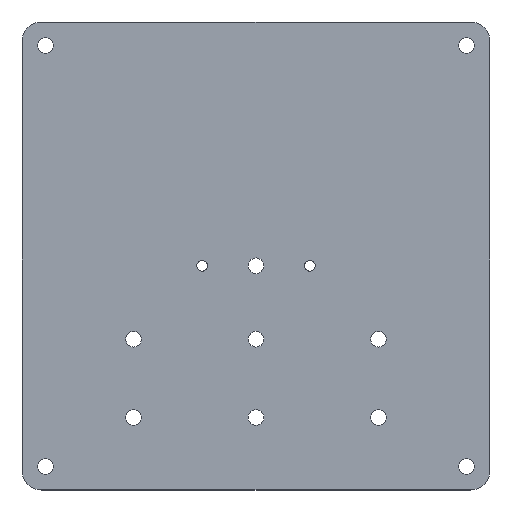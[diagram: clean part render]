
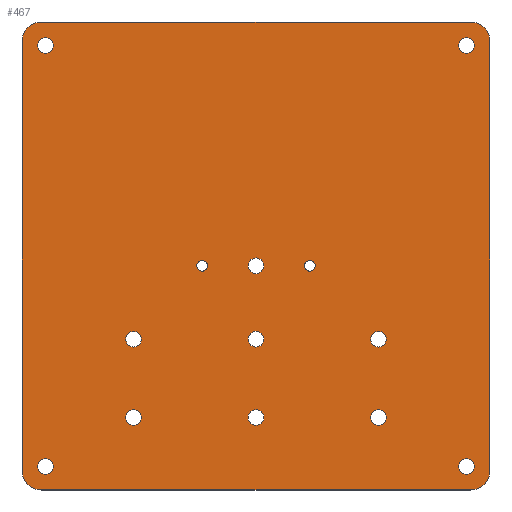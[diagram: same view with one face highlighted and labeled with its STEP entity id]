
A CAD part, top view. The second image highlights one B-rep face of the part: STEP entity #467.
In plain terms, the highlighted planar face has unit normal (0, 0, 1).
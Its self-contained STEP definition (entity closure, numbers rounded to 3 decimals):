
#32=FACE_BOUND('',#137,.T.);
#33=FACE_BOUND('',#138,.T.);
#34=FACE_BOUND('',#139,.T.);
#35=FACE_BOUND('',#140,.T.);
#36=FACE_BOUND('',#141,.T.);
#37=FACE_BOUND('',#142,.T.);
#38=FACE_BOUND('',#143,.T.);
#39=FACE_BOUND('',#144,.T.);
#40=FACE_BOUND('',#145,.T.);
#41=FACE_BOUND('',#146,.T.);
#42=FACE_BOUND('',#147,.T.);
#43=FACE_BOUND('',#148,.T.);
#44=FACE_BOUND('',#149,.T.);
#46=CIRCLE('',#504,4.);
#48=CIRCLE('',#507,4.);
#64=CIRCLE('',#525,4.);
#65=CIRCLE('',#526,4.);
#66=CIRCLE('',#527,1.6);
#67=CIRCLE('',#528,1.6);
#68=CIRCLE('',#529,1.6);
#69=CIRCLE('',#530,1.1);
#70=CIRCLE('',#531,1.6);
#71=CIRCLE('',#532,1.6);
#72=CIRCLE('',#533,1.6);
#73=CIRCLE('',#534,1.6);
#74=CIRCLE('',#535,1.6);
#75=CIRCLE('',#536,1.1);
#76=CIRCLE('',#537,1.6);
#77=CIRCLE('',#538,1.6);
#78=CIRCLE('',#539,1.6);
#100=FACE_OUTER_BOUND('',#136,.T.);
#136=EDGE_LOOP('',(#364,#365,#366,#367,#368,#369,#370,#371));
#137=EDGE_LOOP('',(#372));
#138=EDGE_LOOP('',(#373));
#139=EDGE_LOOP('',(#374));
#140=EDGE_LOOP('',(#375));
#141=EDGE_LOOP('',(#376));
#142=EDGE_LOOP('',(#377));
#143=EDGE_LOOP('',(#378));
#144=EDGE_LOOP('',(#379));
#145=EDGE_LOOP('',(#380));
#146=EDGE_LOOP('',(#381));
#147=EDGE_LOOP('',(#382));
#148=EDGE_LOOP('',(#383));
#149=EDGE_LOOP('',(#384));
#171=LINE('',#718,#200);
#177=LINE('',#769,#206);
#178=LINE('',#773,#207);
#179=LINE('',#776,#208);
#200=VECTOR('',#568,1.);
#206=VECTOR('',#620,1.);
#207=VECTOR('',#623,1.);
#208=VECTOR('',#626,1.);
#227=VERTEX_POINT('',#712);
#229=VERTEX_POINT('',#716);
#231=VERTEX_POINT('',#721);
#233=VERTEX_POINT('',#728);
#251=VERTEX_POINT('',#768);
#252=VERTEX_POINT('',#770);
#253=VERTEX_POINT('',#772);
#254=VERTEX_POINT('',#774);
#255=VERTEX_POINT('',#777);
#256=VERTEX_POINT('',#779);
#257=VERTEX_POINT('',#781);
#258=VERTEX_POINT('',#783);
#259=VERTEX_POINT('',#785);
#260=VERTEX_POINT('',#787);
#261=VERTEX_POINT('',#789);
#262=VERTEX_POINT('',#791);
#263=VERTEX_POINT('',#793);
#264=VERTEX_POINT('',#795);
#265=VERTEX_POINT('',#797);
#266=VERTEX_POINT('',#799);
#267=VERTEX_POINT('',#801);
#271=EDGE_CURVE('',#227,#229,#171,.T.);
#274=EDGE_CURVE('',#231,#227,#46,.T.);
#277=EDGE_CURVE('',#229,#233,#48,.T.);
#296=EDGE_CURVE('',#233,#251,#177,.T.);
#297=EDGE_CURVE('',#251,#252,#64,.T.);
#298=EDGE_CURVE('',#252,#253,#178,.T.);
#299=EDGE_CURVE('',#253,#254,#65,.T.);
#300=EDGE_CURVE('',#254,#231,#179,.T.);
#301=EDGE_CURVE('',#255,#255,#66,.T.);
#302=EDGE_CURVE('',#256,#256,#67,.T.);
#303=EDGE_CURVE('',#257,#257,#68,.T.);
#304=EDGE_CURVE('',#258,#258,#69,.T.);
#305=EDGE_CURVE('',#259,#259,#70,.T.);
#306=EDGE_CURVE('',#260,#260,#71,.T.);
#307=EDGE_CURVE('',#261,#261,#72,.T.);
#308=EDGE_CURVE('',#262,#262,#73,.T.);
#309=EDGE_CURVE('',#263,#263,#74,.T.);
#310=EDGE_CURVE('',#264,#264,#75,.T.);
#311=EDGE_CURVE('',#265,#265,#76,.T.);
#312=EDGE_CURVE('',#266,#266,#77,.T.);
#313=EDGE_CURVE('',#267,#267,#78,.T.);
#364=ORIENTED_EDGE('',*,*,#271,.T.);
#365=ORIENTED_EDGE('',*,*,#277,.T.);
#366=ORIENTED_EDGE('',*,*,#296,.T.);
#367=ORIENTED_EDGE('',*,*,#297,.T.);
#368=ORIENTED_EDGE('',*,*,#298,.T.);
#369=ORIENTED_EDGE('',*,*,#299,.T.);
#370=ORIENTED_EDGE('',*,*,#300,.T.);
#371=ORIENTED_EDGE('',*,*,#274,.T.);
#372=ORIENTED_EDGE('',*,*,#301,.F.);
#373=ORIENTED_EDGE('',*,*,#302,.F.);
#374=ORIENTED_EDGE('',*,*,#303,.F.);
#375=ORIENTED_EDGE('',*,*,#304,.F.);
#376=ORIENTED_EDGE('',*,*,#305,.F.);
#377=ORIENTED_EDGE('',*,*,#306,.F.);
#378=ORIENTED_EDGE('',*,*,#307,.F.);
#379=ORIENTED_EDGE('',*,*,#308,.F.);
#380=ORIENTED_EDGE('',*,*,#309,.F.);
#381=ORIENTED_EDGE('',*,*,#310,.F.);
#382=ORIENTED_EDGE('',*,*,#311,.F.);
#383=ORIENTED_EDGE('',*,*,#312,.F.);
#384=ORIENTED_EDGE('',*,*,#313,.F.);
#459=PLANE('',#524);
#467=ADVANCED_FACE('',(#100,#32,#33,#34,#35,#36,#37,#38,#39,#40,#41,#42,
#43,#44),#459,.T.);
#504=AXIS2_PLACEMENT_3D('',#724,#574,#575);
#507=AXIS2_PLACEMENT_3D('',#730,#581,#582);
#524=AXIS2_PLACEMENT_3D('',#767,#618,#619);
#525=AXIS2_PLACEMENT_3D('',#771,#621,#622);
#526=AXIS2_PLACEMENT_3D('',#775,#624,#625);
#527=AXIS2_PLACEMENT_3D('',#778,#627,#628);
#528=AXIS2_PLACEMENT_3D('',#780,#629,#630);
#529=AXIS2_PLACEMENT_3D('',#782,#631,#632);
#530=AXIS2_PLACEMENT_3D('',#784,#633,#634);
#531=AXIS2_PLACEMENT_3D('',#786,#635,#636);
#532=AXIS2_PLACEMENT_3D('',#788,#637,#638);
#533=AXIS2_PLACEMENT_3D('',#790,#639,#640);
#534=AXIS2_PLACEMENT_3D('',#792,#641,#642);
#535=AXIS2_PLACEMENT_3D('',#794,#643,#644);
#536=AXIS2_PLACEMENT_3D('',#796,#645,#646);
#537=AXIS2_PLACEMENT_3D('',#798,#647,#648);
#538=AXIS2_PLACEMENT_3D('',#800,#649,#650);
#539=AXIS2_PLACEMENT_3D('',#802,#651,#652);
#568=DIRECTION('',(-1.,0.,0.));
#574=DIRECTION('center_axis',(0.,0.,1.));
#575=DIRECTION('ref_axis',(1.,0.,0.));
#581=DIRECTION('center_axis',(0.,0.,1.));
#582=DIRECTION('ref_axis',(1.,0.,0.));
#618=DIRECTION('center_axis',(0.,0.,1.));
#619=DIRECTION('ref_axis',(1.,0.,0.));
#620=DIRECTION('',(0.,-1.,0.));
#621=DIRECTION('center_axis',(0.,0.,1.));
#622=DIRECTION('ref_axis',(1.,0.,0.));
#623=DIRECTION('',(1.,0.,0.));
#624=DIRECTION('center_axis',(0.,0.,1.));
#625=DIRECTION('ref_axis',(1.,0.,0.));
#626=DIRECTION('',(0.,1.,0.));
#627=DIRECTION('center_axis',(0.,0.,1.));
#628=DIRECTION('ref_axis',(1.,0.,0.));
#629=DIRECTION('center_axis',(0.,0.,1.));
#630=DIRECTION('ref_axis',(1.,0.,0.));
#631=DIRECTION('center_axis',(0.,0.,1.));
#632=DIRECTION('ref_axis',(1.,0.,0.));
#633=DIRECTION('center_axis',(0.,0.,1.));
#634=DIRECTION('ref_axis',(1.,0.,0.));
#635=DIRECTION('center_axis',(0.,0.,1.));
#636=DIRECTION('ref_axis',(1.,0.,0.));
#637=DIRECTION('center_axis',(0.,0.,1.));
#638=DIRECTION('ref_axis',(1.,0.,0.));
#639=DIRECTION('center_axis',(0.,0.,1.));
#640=DIRECTION('ref_axis',(1.,0.,0.));
#641=DIRECTION('center_axis',(0.,0.,1.));
#642=DIRECTION('ref_axis',(1.,0.,0.));
#643=DIRECTION('center_axis',(0.,0.,1.));
#644=DIRECTION('ref_axis',(1.,0.,0.));
#645=DIRECTION('center_axis',(0.,0.,1.));
#646=DIRECTION('ref_axis',(1.,0.,0.));
#647=DIRECTION('center_axis',(0.,0.,1.));
#648=DIRECTION('ref_axis',(1.,0.,0.));
#649=DIRECTION('center_axis',(0.,0.,1.));
#650=DIRECTION('ref_axis',(1.,0.,0.));
#651=DIRECTION('center_axis',(0.,0.,1.));
#652=DIRECTION('ref_axis',(1.,0.,0.));
#712=CARTESIAN_POINT('',(43.8,47.8,1.6));
#716=CARTESIAN_POINT('',(-43.8,47.8,1.6));
#718=CARTESIAN_POINT('',(43.8,47.8,1.6));
#721=CARTESIAN_POINT('',(47.8,43.8,1.6));
#724=CARTESIAN_POINT('Origin',(43.8,43.8,1.6));
#728=CARTESIAN_POINT('',(-47.8,43.8,1.6));
#730=CARTESIAN_POINT('Origin',(-43.8,43.8,1.6));
#767=CARTESIAN_POINT('Origin',(0.,0.,1.6));
#768=CARTESIAN_POINT('',(-47.8,-43.8,1.6));
#769=CARTESIAN_POINT('',(-47.8,43.8,1.6));
#770=CARTESIAN_POINT('',(-43.8,-47.8,1.6));
#771=CARTESIAN_POINT('Origin',(-43.8,-43.8,1.6));
#772=CARTESIAN_POINT('',(43.8,-47.8,1.6));
#773=CARTESIAN_POINT('',(-43.8,-47.8,1.6));
#774=CARTESIAN_POINT('',(47.8,-43.8,1.6));
#775=CARTESIAN_POINT('Origin',(43.8,-43.8,1.6));
#776=CARTESIAN_POINT('',(47.8,-43.8,1.6));
#777=CARTESIAN_POINT('',(-44.6,-43.,1.6));
#778=CARTESIAN_POINT('Origin',(-43.,-43.,1.6));
#779=CARTESIAN_POINT('',(-26.6,-33.,1.6));
#780=CARTESIAN_POINT('Origin',(-25.,-33.,1.6));
#781=CARTESIAN_POINT('',(-26.6,-17.,1.6));
#782=CARTESIAN_POINT('Origin',(-25.,-17.,1.6));
#783=CARTESIAN_POINT('',(-12.1,-2.,1.6));
#784=CARTESIAN_POINT('Origin',(-11.,-2.,1.6));
#785=CARTESIAN_POINT('',(-1.6,-33.,1.6));
#786=CARTESIAN_POINT('Origin',(0.,-33.,1.6));
#787=CARTESIAN_POINT('',(41.4,-43.,1.6));
#788=CARTESIAN_POINT('Origin',(43.,-43.,1.6));
#789=CARTESIAN_POINT('',(23.4,-33.,1.6));
#790=CARTESIAN_POINT('Origin',(25.,-33.,1.6));
#791=CARTESIAN_POINT('',(-1.6,-17.,1.6));
#792=CARTESIAN_POINT('Origin',(0.,-17.,1.6));
#793=CARTESIAN_POINT('',(-1.6,-2.,1.6));
#794=CARTESIAN_POINT('Origin',(0.,-2.,1.6));
#795=CARTESIAN_POINT('',(9.9,-2.,1.6));
#796=CARTESIAN_POINT('Origin',(11.,-2.,1.6));
#797=CARTESIAN_POINT('',(23.4,-17.,1.6));
#798=CARTESIAN_POINT('Origin',(25.,-17.,1.6));
#799=CARTESIAN_POINT('',(-44.6,43.,1.6));
#800=CARTESIAN_POINT('Origin',(-43.,43.,1.6));
#801=CARTESIAN_POINT('',(41.4,43.,1.6));
#802=CARTESIAN_POINT('Origin',(43.,43.,1.6));
